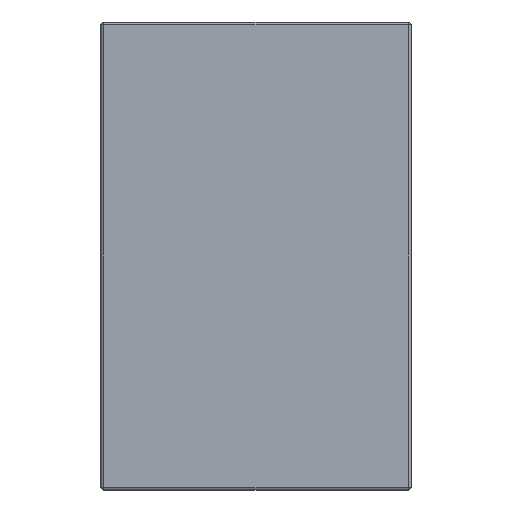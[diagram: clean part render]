
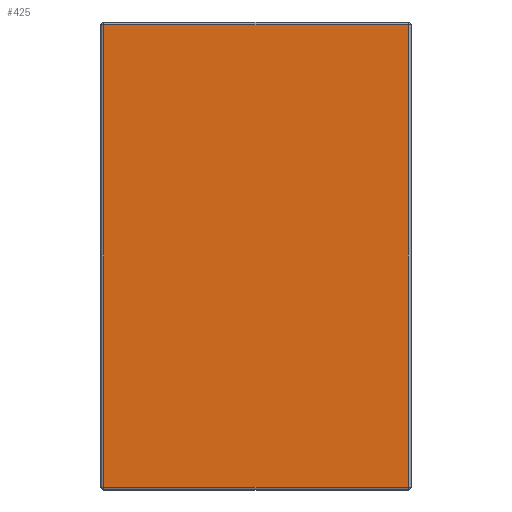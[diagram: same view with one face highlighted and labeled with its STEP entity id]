
A CAD part, left-side view. The second image highlights one B-rep face of the part: STEP entity #425.
In plain terms, the highlighted planar face has unit normal (-1, 0, 0).
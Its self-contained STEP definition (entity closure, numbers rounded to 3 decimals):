
#12 = EDGE_LOOP ( 'NONE', ( #787, #635, #442, #109 ) ) ;
#56 = LINE ( 'NONE', #410, #242 ) ;
#83 = AXIS2_PLACEMENT_3D ( 'NONE', #1107, #605, #398 ) ;
#97 = DIRECTION ( 'NONE',  ( 0., 1., 0. ) ) ;
#109 = ORIENTED_EDGE ( 'NONE', *, *, #138, .T. ) ;
#138 = EDGE_CURVE ( 'NONE', #633, #346, #1022, .T. ) ;
#152 = LINE ( 'NONE', #1285, #210 ) ;
#161 = EDGE_CURVE ( 'NONE', #1215, #859, #744, .T. ) ;
#210 = VECTOR ( 'NONE', #988, 1000. ) ;
#224 = DIRECTION ( 'NONE',  ( 0., 0., -1. ) ) ;
#242 = VECTOR ( 'NONE', #97, 1000. ) ;
#250 = DIRECTION ( 'NONE',  ( 0., 0., 1. ) ) ;
#280 = CARTESIAN_POINT ( 'NONE',  ( -5.25, 2.6, -7.95 ) ) ;
#346 = VERTEX_POINT ( 'NONE', #280 ) ;
#398 = DIRECTION ( 'NONE',  ( 0., 0., -1. ) ) ;
#410 = CARTESIAN_POINT ( 'NONE',  ( -5.25, 2.65, -0.05 ) ) ;
#425 = ADVANCED_FACE ( 'NONE', ( #1098 ), #902, .F. ) ;
#429 = CARTESIAN_POINT ( 'NONE',  ( -5.25, -2.6, -7.95 ) ) ;
#442 = ORIENTED_EDGE ( 'NONE', *, *, #1015, .T. ) ;
#605 = DIRECTION ( 'NONE',  ( 1., 0., 0. ) ) ;
#629 = CARTESIAN_POINT ( 'NONE',  ( -5.25, 2.6, -8. ) ) ;
#633 = VERTEX_POINT ( 'NONE', #644 ) ;
#635 = ORIENTED_EDGE ( 'NONE', *, *, #161, .T. ) ;
#644 = CARTESIAN_POINT ( 'NONE',  ( -5.25, 2.6, -0.05 ) ) ;
#744 = LINE ( 'NONE', #846, #1213 ) ;
#787 = ORIENTED_EDGE ( 'NONE', *, *, #908, .T. ) ;
#846 = CARTESIAN_POINT ( 'NONE',  ( -5.25, -2.6, 0. ) ) ;
#859 = VERTEX_POINT ( 'NONE', #866 ) ;
#866 = CARTESIAN_POINT ( 'NONE',  ( -5.25, -2.6, -0.05 ) ) ;
#883 = VECTOR ( 'NONE', #224, 1000. ) ;
#902 = PLANE ( 'NONE',  #83 ) ;
#908 = EDGE_CURVE ( 'NONE', #346, #1215, #152, .T. ) ;
#988 = DIRECTION ( 'NONE',  ( 0., -1., 0. ) ) ;
#1015 = EDGE_CURVE ( 'NONE', #859, #633, #56, .T. ) ;
#1022 = LINE ( 'NONE', #629, #883 ) ;
#1098 = FACE_OUTER_BOUND ( 'NONE', #12, .T. ) ;
#1107 = CARTESIAN_POINT ( 'NONE',  ( -5.25, -2.65, 0. ) ) ;
#1213 = VECTOR ( 'NONE', #250, 1000. ) ;
#1215 = VERTEX_POINT ( 'NONE', #429 ) ;
#1285 = CARTESIAN_POINT ( 'NONE',  ( -5.25, -2.65, -7.95 ) ) ;
